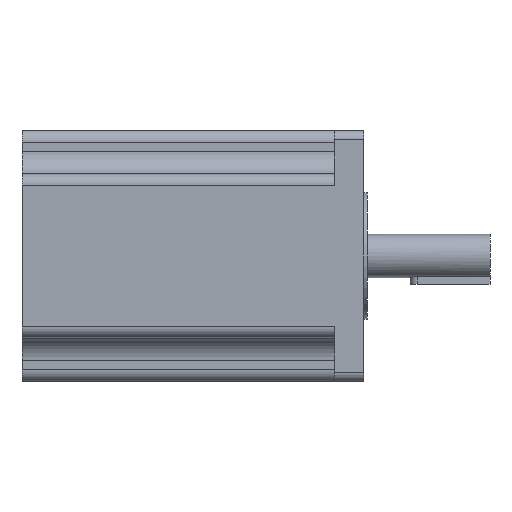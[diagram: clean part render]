
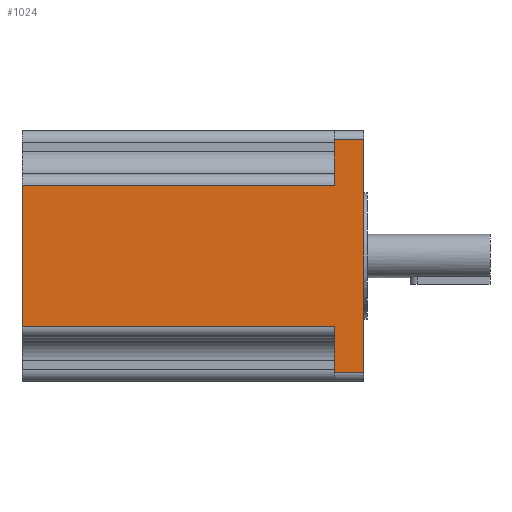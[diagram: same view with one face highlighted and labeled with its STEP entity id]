
A CAD part, left-side view. The second image highlights one B-rep face of the part: STEP entity #1024.
In plain terms, the highlighted planar face has unit normal (-1, 0, 0).
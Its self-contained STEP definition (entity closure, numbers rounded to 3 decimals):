
#10 = EDGE_CURVE ( 'NONE', #781, #1448, #982, .T. ) ;
#29 = CARTESIAN_POINT ( 'NONE',  ( -61.934, 150., -27.166 ) ) ;
#39 = ORIENTED_EDGE ( 'NONE', *, *, #1020, .T. ) ;
#47 = LINE ( 'NONE', #114, #1463 ) ;
#74 = CARTESIAN_POINT ( 'NONE',  ( -61.934, 0., -23.166 ) ) ;
#92 = LINE ( 'NONE', #1554, #1232 ) ;
#104 = ORIENTED_EDGE ( 'NONE', *, *, #1261, .F. ) ;
#114 = CARTESIAN_POINT ( 'NONE',  ( -61.934, 150., -27.166 ) ) ;
#135 = VECTOR ( 'NONE', #1216, 1000. ) ;
#137 = VERTEX_POINT ( 'NONE', #956 ) ;
#159 = LINE ( 'NONE', #175, #1526 ) ;
#175 = CARTESIAN_POINT ( 'NONE',  ( -61.934, 150., -23.166 ) ) ;
#193 = FACE_OUTER_BOUND ( 'NONE', #1473, .T. ) ;
#240 = LINE ( 'NONE', #245, #1769 ) ;
#245 = CARTESIAN_POINT ( 'NONE',  ( -61.934, 0., -27.166 ) ) ;
#377 = DIRECTION ( 'NONE',  ( 0., 0., 1. ) ) ;
#381 = DIRECTION ( 'NONE',  ( 0., -1., 0. ) ) ;
#395 = VECTOR ( 'NONE', #381, 1000. ) ;
#410 = PLANE ( 'NONE',  #665 ) ;
#524 = CARTESIAN_POINT ( 'NONE',  ( -61.934, 13., 78.834 ) ) ;
#526 = CARTESIAN_POINT ( 'NONE',  ( -61.934, 150., 58.834 ) ) ;
#587 = DIRECTION ( 'NONE',  ( 0., 1., 0. ) ) ;
#616 = VECTOR ( 'NONE', #1383, 1000. ) ;
#630 = CARTESIAN_POINT ( 'NONE',  ( -61.934, 13., -3.166 ) ) ;
#645 = EDGE_CURVE ( 'NONE', #1413, #1625, #159, .T. ) ;
#659 = LINE ( 'NONE', #889, #395 ) ;
#662 = EDGE_CURVE ( 'NONE', #891, #1663, #833, .T. ) ;
#665 = AXIS2_PLACEMENT_3D ( 'NONE', #29, #1258, #682 ) ;
#668 = CARTESIAN_POINT ( 'NONE',  ( -61.934, 13., 82.834 ) ) ;
#682 = DIRECTION ( 'NONE',  ( 0., 0., -1. ) ) ;
#731 = CARTESIAN_POINT ( 'NONE',  ( -61.934, 13., 58.834 ) ) ;
#742 = EDGE_CURVE ( 'NONE', #137, #1379, #659, .T. ) ;
#744 = ORIENTED_EDGE ( 'NONE', *, *, #880, .F. ) ;
#781 = VERTEX_POINT ( 'NONE', #731 ) ;
#833 = LINE ( 'NONE', #866, #1480 ) ;
#866 = CARTESIAN_POINT ( 'NONE',  ( -61.934, 150., 78.834 ) ) ;
#880 = EDGE_CURVE ( 'NONE', #781, #1663, #1274, .T. ) ;
#889 = CARTESIAN_POINT ( 'NONE',  ( -61.934, 150., -3.166 ) ) ;
#891 = VERTEX_POINT ( 'NONE', #1677 ) ;
#956 = CARTESIAN_POINT ( 'NONE',  ( -61.934, 150., -3.166 ) ) ;
#982 = LINE ( 'NONE', #1572, #616 ) ;
#1020 = EDGE_CURVE ( 'NONE', #1625, #891, #240, .T. ) ;
#1024 = ADVANCED_FACE ( 'NONE', ( #193 ), #410, .F. ) ;
#1049 = ORIENTED_EDGE ( 'NONE', *, *, #1196, .F. ) ;
#1067 = ORIENTED_EDGE ( 'NONE', *, *, #10, .T. ) ;
#1167 = DIRECTION ( 'NONE',  ( 0., -1., 0. ) ) ;
#1168 = CARTESIAN_POINT ( 'NONE',  ( -61.934, 13., -23.166 ) ) ;
#1196 = EDGE_CURVE ( 'NONE', #1413, #1379, #92, .T. ) ;
#1216 = DIRECTION ( 'NONE',  ( 0., 0., 1. ) ) ;
#1221 = ORIENTED_EDGE ( 'NONE', *, *, #645, .T. ) ;
#1232 = VECTOR ( 'NONE', #1682, 1000. ) ;
#1258 = DIRECTION ( 'NONE',  ( 1., 0., 0. ) ) ;
#1261 = EDGE_CURVE ( 'NONE', #137, #1448, #47, .T. ) ;
#1269 = ORIENTED_EDGE ( 'NONE', *, *, #662, .T. ) ;
#1274 = LINE ( 'NONE', #668, #135 ) ;
#1379 = VERTEX_POINT ( 'NONE', #630 ) ;
#1383 = DIRECTION ( 'NONE',  ( 0., 1., 0. ) ) ;
#1413 = VERTEX_POINT ( 'NONE', #1168 ) ;
#1418 = ORIENTED_EDGE ( 'NONE', *, *, #742, .T. ) ;
#1424 = DIRECTION ( 'NONE',  ( 0., 0., 1. ) ) ;
#1448 = VERTEX_POINT ( 'NONE', #526 ) ;
#1463 = VECTOR ( 'NONE', #1424, 1000. ) ;
#1473 = EDGE_LOOP ( 'NONE', ( #39, #1269, #744, #1067, #104, #1418, #1049, #1221 ) ) ;
#1480 = VECTOR ( 'NONE', #587, 1000. ) ;
#1526 = VECTOR ( 'NONE', #1167, 1000. ) ;
#1554 = CARTESIAN_POINT ( 'NONE',  ( -61.934, 13., -27.166 ) ) ;
#1572 = CARTESIAN_POINT ( 'NONE',  ( -61.934, 150., 58.834 ) ) ;
#1625 = VERTEX_POINT ( 'NONE', #74 ) ;
#1663 = VERTEX_POINT ( 'NONE', #524 ) ;
#1677 = CARTESIAN_POINT ( 'NONE',  ( -61.934, 0., 78.834 ) ) ;
#1682 = DIRECTION ( 'NONE',  ( 0., 0., 1. ) ) ;
#1769 = VECTOR ( 'NONE', #377, 1000. ) ;
